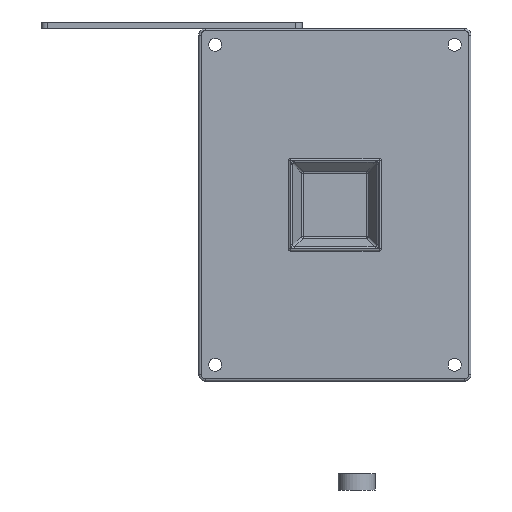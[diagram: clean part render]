
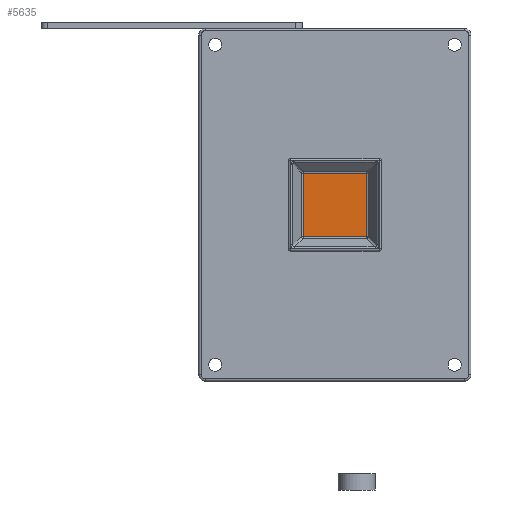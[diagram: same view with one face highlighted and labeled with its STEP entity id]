
A CAD part, front view. The second image highlights one B-rep face of the part: STEP entity #5635.
In plain terms, the highlighted planar face has unit normal (0, -1, 0).
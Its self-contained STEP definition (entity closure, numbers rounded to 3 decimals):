
#4887 = CYLINDRICAL_SURFACE('',#4888,1.);
#4888 = AXIS2_PLACEMENT_3D('',#4889,#4890,#4891);
#4889 = CARTESIAN_POINT('',(-15.2,-1.,14.582));
#4890 = DIRECTION('',(1.,0.,0.));
#4891 = DIRECTION('',(-0.,0.447,0.894));
#5095 = CYLINDRICAL_SURFACE('',#5096,1.);
#5096 = AXIS2_PLACEMENT_3D('',#5097,#5098,#5099);
#5097 = CARTESIAN_POINT('',(-14.582,-1.,-15.2));
#5098 = DIRECTION('',(0.,0.,1.));
#5099 = DIRECTION('',(-0.894,0.447,0.));
#5129 = CYLINDRICAL_SURFACE('',#5130,1.);
#5130 = AXIS2_PLACEMENT_3D('',#5131,#5132,#5133);
#5131 = CARTESIAN_POINT('',(14.582,-1.,15.2));
#5132 = DIRECTION('',(0.,0.,-1.));
#5133 = DIRECTION('',(0.894,0.447,0.));
#5302 = CYLINDRICAL_SURFACE('',#5303,1.);
#5303 = AXIS2_PLACEMENT_3D('',#5304,#5305,#5306);
#5304 = CARTESIAN_POINT('',(15.2,-1.,-14.582));
#5305 = DIRECTION('',(-1.,0.,0.));
#5306 = DIRECTION('',(0.,0.447,-0.894));
#5320 = VERTEX_POINT('',#5321);
#5321 = CARTESIAN_POINT('',(-14.582,0.,14.582));
#5349 = EDGE_CURVE('',#5320,#5350,#5352,.T.);
#5350 = VERTEX_POINT('',#5351);
#5351 = CARTESIAN_POINT('',(14.582,0.,14.582));
#5352 = SURFACE_CURVE('',#5353,(#5357,#5364),.PCURVE_S1.);
#5353 = LINE('',#5354,#5355);
#5354 = CARTESIAN_POINT('',(-15.2,0.,14.582));
#5355 = VECTOR('',#5356,1.);
#5356 = DIRECTION('',(1.,0.,0.));
#5357 = PCURVE('',#4887,#5358);
#5358 = DEFINITIONAL_REPRESENTATION('',(#5359),#5363);
#5359 = LINE('',#5360,#5361);
#5360 = CARTESIAN_POINT('',(-1.107,0.));
#5361 = VECTOR('',#5362,1.);
#5362 = DIRECTION('',(-0.,1.));
#5363 = ( GEOMETRIC_REPRESENTATION_CONTEXT(2) 
PARAMETRIC_REPRESENTATION_CONTEXT() REPRESENTATION_CONTEXT('2D SPACE',''
  ) );
#5364 = PCURVE('',#5365,#5370);
#5365 = PLANE('',#5366);
#5366 = AXIS2_PLACEMENT_3D('',#5367,#5368,#5369);
#5367 = CARTESIAN_POINT('',(0.,0.,0.));
#5368 = DIRECTION('',(0.,1.,0.));
#5369 = DIRECTION('',(0.,0.,1.));
#5370 = DEFINITIONAL_REPRESENTATION('',(#5371),#5375);
#5371 = LINE('',#5372,#5373);
#5372 = CARTESIAN_POINT('',(14.582,-15.2));
#5373 = VECTOR('',#5374,1.);
#5374 = DIRECTION('',(0.,1.));
#5375 = ( GEOMETRIC_REPRESENTATION_CONTEXT(2) 
PARAMETRIC_REPRESENTATION_CONTEXT() REPRESENTATION_CONTEXT('2D SPACE',''
  ) );
#5451 = VERTEX_POINT('',#5452);
#5452 = CARTESIAN_POINT('',(-14.582,0.,-14.582));
#5472 = EDGE_CURVE('',#5451,#5320,#5473,.T.);
#5473 = SURFACE_CURVE('',#5474,(#5478,#5485),.PCURVE_S1.);
#5474 = LINE('',#5475,#5476);
#5475 = CARTESIAN_POINT('',(-14.582,0.,-15.2));
#5476 = VECTOR('',#5477,1.);
#5477 = DIRECTION('',(0.,0.,1.));
#5478 = PCURVE('',#5095,#5479);
#5479 = DEFINITIONAL_REPRESENTATION('',(#5480),#5484);
#5480 = LINE('',#5481,#5482);
#5481 = CARTESIAN_POINT('',(-1.107,0.));
#5482 = VECTOR('',#5483,1.);
#5483 = DIRECTION('',(-0.,1.));
#5484 = ( GEOMETRIC_REPRESENTATION_CONTEXT(2) 
PARAMETRIC_REPRESENTATION_CONTEXT() REPRESENTATION_CONTEXT('2D SPACE',''
  ) );
#5485 = PCURVE('',#5365,#5486);
#5486 = DEFINITIONAL_REPRESENTATION('',(#5487),#5491);
#5487 = LINE('',#5488,#5489);
#5488 = CARTESIAN_POINT('',(-15.2,-14.582));
#5489 = VECTOR('',#5490,1.);
#5490 = DIRECTION('',(1.,0.));
#5491 = ( GEOMETRIC_REPRESENTATION_CONTEXT(2) 
PARAMETRIC_REPRESENTATION_CONTEXT() REPRESENTATION_CONTEXT('2D SPACE',''
  ) );
#5499 = EDGE_CURVE('',#5350,#5500,#5502,.T.);
#5500 = VERTEX_POINT('',#5501);
#5501 = CARTESIAN_POINT('',(14.582,0.,-14.582));
#5502 = SURFACE_CURVE('',#5503,(#5507,#5514),.PCURVE_S1.);
#5503 = LINE('',#5504,#5505);
#5504 = CARTESIAN_POINT('',(14.582,0.,15.2));
#5505 = VECTOR('',#5506,1.);
#5506 = DIRECTION('',(0.,0.,-1.));
#5507 = PCURVE('',#5129,#5508);
#5508 = DEFINITIONAL_REPRESENTATION('',(#5509),#5513);
#5509 = LINE('',#5510,#5511);
#5510 = CARTESIAN_POINT('',(-1.107,0.));
#5511 = VECTOR('',#5512,1.);
#5512 = DIRECTION('',(-0.,1.));
#5513 = ( GEOMETRIC_REPRESENTATION_CONTEXT(2) 
PARAMETRIC_REPRESENTATION_CONTEXT() REPRESENTATION_CONTEXT('2D SPACE',''
  ) );
#5514 = PCURVE('',#5365,#5515);
#5515 = DEFINITIONAL_REPRESENTATION('',(#5516),#5520);
#5516 = LINE('',#5517,#5518);
#5517 = CARTESIAN_POINT('',(15.2,14.582));
#5518 = VECTOR('',#5519,1.);
#5519 = DIRECTION('',(-1.,0.));
#5520 = ( GEOMETRIC_REPRESENTATION_CONTEXT(2) 
PARAMETRIC_REPRESENTATION_CONTEXT() REPRESENTATION_CONTEXT('2D SPACE',''
  ) );
#5614 = EDGE_CURVE('',#5500,#5451,#5615,.T.);
#5615 = SURFACE_CURVE('',#5616,(#5620,#5627),.PCURVE_S1.);
#5616 = LINE('',#5617,#5618);
#5617 = CARTESIAN_POINT('',(15.2,0.,-14.582));
#5618 = VECTOR('',#5619,1.);
#5619 = DIRECTION('',(-1.,0.,0.));
#5620 = PCURVE('',#5302,#5621);
#5621 = DEFINITIONAL_REPRESENTATION('',(#5622),#5626);
#5622 = LINE('',#5623,#5624);
#5623 = CARTESIAN_POINT('',(-1.107,0.));
#5624 = VECTOR('',#5625,1.);
#5625 = DIRECTION('',(-0.,1.));
#5626 = ( GEOMETRIC_REPRESENTATION_CONTEXT(2) 
PARAMETRIC_REPRESENTATION_CONTEXT() REPRESENTATION_CONTEXT('2D SPACE',''
  ) );
#5627 = PCURVE('',#5365,#5628);
#5628 = DEFINITIONAL_REPRESENTATION('',(#5629),#5633);
#5629 = LINE('',#5630,#5631);
#5630 = CARTESIAN_POINT('',(-14.582,15.2));
#5631 = VECTOR('',#5632,1.);
#5632 = DIRECTION('',(0.,-1.));
#5633 = ( GEOMETRIC_REPRESENTATION_CONTEXT(2) 
PARAMETRIC_REPRESENTATION_CONTEXT() REPRESENTATION_CONTEXT('2D SPACE',''
  ) );
#5635 = ADVANCED_FACE('',(#5636),#5365,.F.);
#5636 = FACE_BOUND('',#5637,.F.);
#5637 = EDGE_LOOP('',(#5638,#5639,#5640,#5641));
#5638 = ORIENTED_EDGE('',*,*,#5614,.T.);
#5639 = ORIENTED_EDGE('',*,*,#5472,.T.);
#5640 = ORIENTED_EDGE('',*,*,#5349,.T.);
#5641 = ORIENTED_EDGE('',*,*,#5499,.T.);
